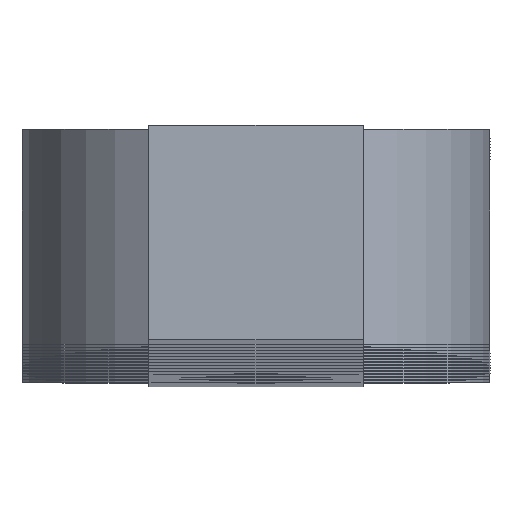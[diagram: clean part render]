
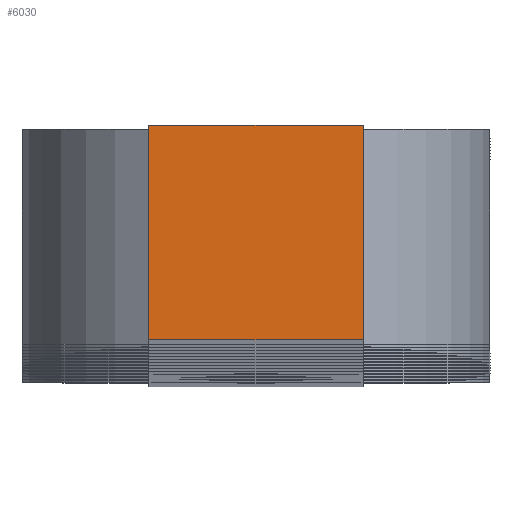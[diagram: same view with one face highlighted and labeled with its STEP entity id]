
A CAD part, top view. The second image highlights one B-rep face of the part: STEP entity #6030.
In plain terms, the highlighted planar face has unit normal (0, 0, 1).
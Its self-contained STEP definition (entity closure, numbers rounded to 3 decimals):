
#36 = CARTESIAN_POINT ( 'NONE',  ( 8., -8., 1000. ) ) ;
#484 = ORIENTED_EDGE ( 'NONE', *, *, #7151, .T. ) ;
#2199 = FACE_OUTER_BOUND ( 'NONE', #11166, .T. ) ;
#2797 = PLANE ( 'NONE',  #3201 ) ;
#2846 = CARTESIAN_POINT ( 'NONE',  ( 0., 0., 1000. ) ) ;
#3201 = AXIS2_PLACEMENT_3D ( 'NONE', #2846, #10477, #3887 ) ;
#3277 = CARTESIAN_POINT ( 'NONE',  ( -8., -8., 1000. ) ) ;
#3651 = VERTEX_POINT ( 'NONE', #36 ) ;
#3887 = DIRECTION ( 'NONE',  ( 1., 0., 0. ) ) ;
#4122 = VECTOR ( 'NONE', #5074, 1000. ) ;
#4141 = EDGE_CURVE ( 'NONE', #7934, #7662, #7911, .T. ) ;
#4145 = LINE ( 'NONE', #6732, #12706 ) ;
#4412 = VECTOR ( 'NONE', #8555, 1000. ) ;
#4623 = DIRECTION ( 'NONE',  ( -1., 0., 0. ) ) ;
#4764 = ORIENTED_EDGE ( 'NONE', *, *, #5007, .T. ) ;
#4866 = VERTEX_POINT ( 'NONE', #7237 ) ;
#5007 = EDGE_CURVE ( 'NONE', #7662, #4866, #6340, .T. ) ;
#5074 = DIRECTION ( 'NONE',  ( 0., -1., 0. ) ) ;
#5539 = DIRECTION ( 'NONE',  ( 0., 1., 0. ) ) ;
#6030 = ADVANCED_FACE ( 'NONE', ( #2199 ), #2797, .T. ) ;
#6193 = VECTOR ( 'NONE', #4623, 1000. ) ;
#6340 = LINE ( 'NONE', #9481, #4122 ) ;
#6732 = CARTESIAN_POINT ( 'NONE',  ( 8., 8., 1000. ) ) ;
#6850 = CARTESIAN_POINT ( 'NONE',  ( 8., 8., 1000. ) ) ;
#7151 = EDGE_CURVE ( 'NONE', #4866, #3651, #7651, .T. ) ;
#7237 = CARTESIAN_POINT ( 'NONE',  ( -8., -8., 1000. ) ) ;
#7434 = CARTESIAN_POINT ( 'NONE',  ( -8., 8., 1000. ) ) ;
#7651 = LINE ( 'NONE', #3277, #4412 ) ;
#7662 = VERTEX_POINT ( 'NONE', #7434 ) ;
#7911 = LINE ( 'NONE', #10919, #6193 ) ;
#7934 = VERTEX_POINT ( 'NONE', #6850 ) ;
#8555 = DIRECTION ( 'NONE',  ( 1., 0., 0. ) ) ;
#9258 = ORIENTED_EDGE ( 'NONE', *, *, #13207, .T. ) ;
#9481 = CARTESIAN_POINT ( 'NONE',  ( -8., 8., 1000. ) ) ;
#10477 = DIRECTION ( 'NONE',  ( 0., 0., 1. ) ) ;
#10919 = CARTESIAN_POINT ( 'NONE',  ( -8., 8., 1000. ) ) ;
#11166 = EDGE_LOOP ( 'NONE', ( #9258, #12826, #4764, #484 ) ) ;
#12706 = VECTOR ( 'NONE', #5539, 1000. ) ;
#12826 = ORIENTED_EDGE ( 'NONE', *, *, #4141, .T. ) ;
#13207 = EDGE_CURVE ( 'NONE', #3651, #7934, #4145, .T. ) ;
